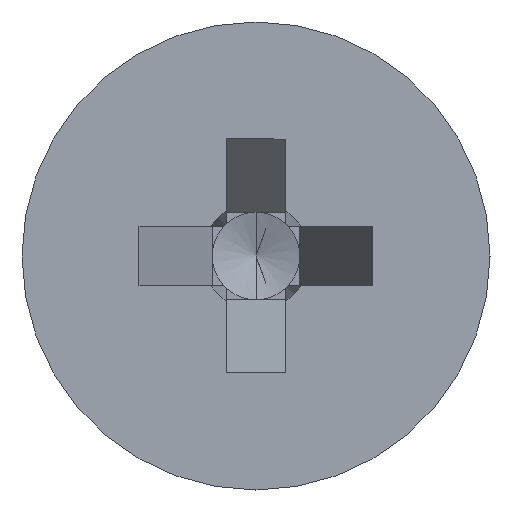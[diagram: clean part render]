
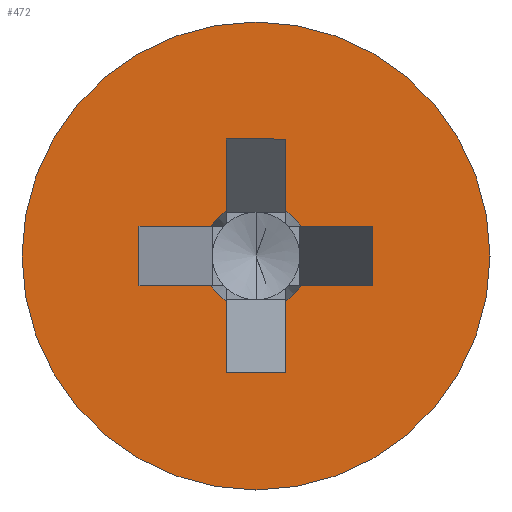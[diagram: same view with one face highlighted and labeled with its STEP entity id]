
A CAD part, left-side view. The second image highlights one B-rep face of the part: STEP entity #472.
In plain terms, the highlighted planar face has unit normal (-1, 0, 0).
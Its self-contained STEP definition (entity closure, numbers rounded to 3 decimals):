
#1 = EDGE_CURVE ( 'NONE', #395, #48, #1166, .T. ) ;
#16 = LINE ( 'NONE', #928, #605 ) ;
#23 = CARTESIAN_POINT ( 'NONE',  ( 0., 0., 0. ) ) ;
#39 = DIRECTION ( 'NONE',  ( 0., 0., -1. ) ) ;
#43 = VECTOR ( 'NONE', #717, 1000. ) ;
#48 = VERTEX_POINT ( 'NONE', #808 ) ;
#67 = ORIENTED_EDGE ( 'NONE', *, *, #486, .T. ) ;
#74 = AXIS2_PLACEMENT_3D ( 'NONE', #335, #885, #1068 ) ;
#75 = LINE ( 'NONE', #497, #851 ) ;
#79 = ORIENTED_EDGE ( 'NONE', *, *, #1064, .T. ) ;
#80 = DIRECTION ( 'NONE',  ( 0., 1., 0. ) ) ;
#96 = EDGE_LOOP ( 'NONE', ( #595, #898, #525, #382, #368, #1115, #697, #771, #558, #283, #1019, #79, #991, #297, #1181, #174 ) ) ;
#112 = DIRECTION ( 'NONE',  ( -1., 0., 0. ) ) ;
#132 = CARTESIAN_POINT ( 'NONE',  ( 0., 0.95, -0.24 ) ) ;
#149 = LINE ( 'NONE', #166, #1150 ) ;
#157 = DIRECTION ( 'NONE',  ( -1., 0., 0. ) ) ;
#159 = AXIS2_PLACEMENT_3D ( 'NONE', #813, #187, #901 ) ;
#166 = CARTESIAN_POINT ( 'NONE',  ( 0., -0.95, -0.24 ) ) ;
#174 = ORIENTED_EDGE ( 'NONE', *, *, #191, .T. ) ;
#179 = DIRECTION ( 'NONE',  ( 0., 0., 1. ) ) ;
#180 = EDGE_CURVE ( 'NONE', #594, #1102, #209, .T. ) ;
#185 = LINE ( 'NONE', #1018, #913 ) ;
#186 = VERTEX_POINT ( 'NONE', #726 ) ;
#187 = DIRECTION ( 'NONE',  ( -1., 0., 0. ) ) ;
#191 = EDGE_CURVE ( 'NONE', #1033, #568, #417, .T. ) ;
#194 = DIRECTION ( 'NONE',  ( 0., 0., 1. ) ) ;
#202 = VERTEX_POINT ( 'NONE', #1092 ) ;
#209 = CIRCLE ( 'NONE', #298, 0.439 ) ;
#225 = ORIENTED_EDGE ( 'NONE', *, *, #352, .T. ) ;
#227 = VERTEX_POINT ( 'NONE', #835 ) ;
#248 = CARTESIAN_POINT ( 'NONE',  ( 0., 0., 0. ) ) ;
#270 = CARTESIAN_POINT ( 'NONE',  ( 0., 0., 0. ) ) ;
#274 = CARTESIAN_POINT ( 'NONE',  ( 0., 0.95, 0.24 ) ) ;
#283 = ORIENTED_EDGE ( 'NONE', *, *, #434, .F. ) ;
#289 = EDGE_CURVE ( 'NONE', #186, #1033, #185, .T. ) ;
#297 = ORIENTED_EDGE ( 'NONE', *, *, #780, .F. ) ;
#298 = AXIS2_PLACEMENT_3D ( 'NONE', #270, #1003, #179 ) ;
#307 = CIRCLE ( 'NONE', #320, 0.439 ) ;
#320 = AXIS2_PLACEMENT_3D ( 'NONE', #394, #1034, #1039 ) ;
#323 = VERTEX_POINT ( 'NONE', #985 ) ;
#328 = DIRECTION ( 'NONE',  ( 0., 0., 1. ) ) ;
#331 = DIRECTION ( 'NONE',  ( 0., 0., -1. ) ) ;
#335 = CARTESIAN_POINT ( 'NONE',  ( 0., 0., 0. ) ) ;
#352 = EDGE_CURVE ( 'NONE', #1045, #481, #708, .T. ) ;
#368 = ORIENTED_EDGE ( 'NONE', *, *, #907, .T. ) ;
#382 = ORIENTED_EDGE ( 'NONE', *, *, #1, .T. ) ;
#394 = CARTESIAN_POINT ( 'NONE',  ( 0., 0., 0. ) ) ;
#395 = VERTEX_POINT ( 'NONE', #669 ) ;
#402 = CARTESIAN_POINT ( 'NONE',  ( 0., -0.24, 0.95 ) ) ;
#407 = DIRECTION ( 'NONE',  ( -1., 0., 0. ) ) ;
#417 = LINE ( 'NONE', #1097, #624 ) ;
#420 = CARTESIAN_POINT ( 'NONE',  ( 0., 0., 0. ) ) ;
#434 = EDGE_CURVE ( 'NONE', #323, #628, #307, .T. ) ;
#460 = LINE ( 'NONE', #820, #43 ) ;
#472 = ADVANCED_FACE ( 'NONE', ( #1110, #1140 ), #584, .T. ) ;
#477 = CIRCLE ( 'NONE', #1106, 1.9 ) ;
#481 = VERTEX_POINT ( 'NONE', #943 ) ;
#486 = EDGE_CURVE ( 'NONE', #481, #1045, #477, .T. ) ;
#496 = VERTEX_POINT ( 'NONE', #132 ) ;
#497 = CARTESIAN_POINT ( 'NONE',  ( 0., 0.95, -0.24 ) ) ;
#500 = EDGE_CURVE ( 'NONE', #594, #642, #593, .T. ) ;
#511 = EDGE_CURVE ( 'NONE', #568, #858, #1026, .T. ) ;
#515 = CARTESIAN_POINT ( 'NONE',  ( 0., 0.24, -0.368 ) ) ;
#525 = ORIENTED_EDGE ( 'NONE', *, *, #825, .T. ) ;
#539 = VERTEX_POINT ( 'NONE', #962 ) ;
#558 = ORIENTED_EDGE ( 'NONE', *, *, #996, .T. ) ;
#568 = VERTEX_POINT ( 'NONE', #1147 ) ;
#575 = LINE ( 'NONE', #274, #720 ) ;
#584 = PLANE ( 'NONE',  #1178 ) ;
#592 = DIRECTION ( 'NONE',  ( 0., 0., 1. ) ) ;
#593 = LINE ( 'NONE', #402, #1002 ) ;
#594 = VERTEX_POINT ( 'NONE', #616 ) ;
#595 = ORIENTED_EDGE ( 'NONE', *, *, #511, .T. ) ;
#605 = VECTOR ( 'NONE', #933, 1000. ) ;
#616 = CARTESIAN_POINT ( 'NONE',  ( 0., -0.24, -0.368 ) ) ;
#624 = VECTOR ( 'NONE', #816, 1000. ) ;
#628 = VERTEX_POINT ( 'NONE', #515 ) ;
#642 = VERTEX_POINT ( 'NONE', #987 ) ;
#669 = CARTESIAN_POINT ( 'NONE',  ( 0., -0.95, 0.24 ) ) ;
#670 = EDGE_CURVE ( 'NONE', #323, #496, #149, .T. ) ;
#674 = CARTESIAN_POINT ( 'NONE',  ( 0., 0.24, 0.95 ) ) ;
#697 = ORIENTED_EDGE ( 'NONE', *, *, #500, .T. ) ;
#708 = CIRCLE ( 'NONE', #74, 1.9 ) ;
#715 = CARTESIAN_POINT ( 'NONE',  ( 0., -0.95, -0.24 ) ) ;
#717 = DIRECTION ( 'NONE',  ( 0., -1., 0. ) ) ;
#720 = VECTOR ( 'NONE', #997, 1000. ) ;
#726 = CARTESIAN_POINT ( 'NONE',  ( 0., 0.24, 0.368 ) ) ;
#749 = VECTOR ( 'NONE', #39, 1000. ) ;
#751 = AXIS2_PLACEMENT_3D ( 'NONE', #248, #157, #592 ) ;
#763 = CIRCLE ( 'NONE', #751, 0.439 ) ;
#767 = EDGE_CURVE ( 'NONE', #202, #539, #575, .T. ) ;
#771 = ORIENTED_EDGE ( 'NONE', *, *, #974, .T. ) ;
#780 = EDGE_CURVE ( 'NONE', #186, #539, #1123, .T. ) ;
#808 = CARTESIAN_POINT ( 'NONE',  ( 0., -0.95, -0.24 ) ) ;
#811 = CARTESIAN_POINT ( 'NONE',  ( 0., -0.95, 0.24 ) ) ;
#813 = CARTESIAN_POINT ( 'NONE',  ( 0., 0., 0. ) ) ;
#816 = DIRECTION ( 'NONE',  ( 0., -1., 0. ) ) ;
#820 = CARTESIAN_POINT ( 'NONE',  ( 0., 0.95, 0.24 ) ) ;
#825 = EDGE_CURVE ( 'NONE', #1090, #395, #460, .T. ) ;
#830 = VECTOR ( 'NONE', #1167, 1000. ) ;
#835 = CARTESIAN_POINT ( 'NONE',  ( 0., 0.24, -0.95 ) ) ;
#837 = CARTESIAN_POINT ( 'NONE',  ( 0., -0.24, -0.95 ) ) ;
#846 = DIRECTION ( 'NONE',  ( 0., 1., 0. ) ) ;
#851 = VECTOR ( 'NONE', #860, 1000. ) ;
#858 = VERTEX_POINT ( 'NONE', #1174 ) ;
#860 = DIRECTION ( 'NONE',  ( 0., 0., 1. ) ) ;
#885 = DIRECTION ( 'NONE',  ( -1., 0., 0. ) ) ;
#898 = ORIENTED_EDGE ( 'NONE', *, *, #1173, .F. ) ;
#901 = DIRECTION ( 'NONE',  ( 0., 0., 1. ) ) ;
#907 = EDGE_CURVE ( 'NONE', #48, #1102, #1065, .T. ) ;
#913 = VECTOR ( 'NONE', #194, 1000. ) ;
#928 = CARTESIAN_POINT ( 'NONE',  ( 0., 0.24, -0.95 ) ) ;
#933 = DIRECTION ( 'NONE',  ( 0., 0., 1. ) ) ;
#943 = CARTESIAN_POINT ( 'NONE',  ( 0., 0., 1.9 ) ) ;
#952 = DIRECTION ( 'NONE',  ( 0., 0., 1. ) ) ;
#962 = CARTESIAN_POINT ( 'NONE',  ( 0., 0.368, 0.24 ) ) ;
#974 = EDGE_CURVE ( 'NONE', #642, #227, #1149, .T. ) ;
#985 = CARTESIAN_POINT ( 'NONE',  ( 0., 0.368, -0.24 ) ) ;
#987 = CARTESIAN_POINT ( 'NONE',  ( 0., -0.24, -0.95 ) ) ;
#991 = ORIENTED_EDGE ( 'NONE', *, *, #767, .T. ) ;
#994 = DIRECTION ( 'NONE',  ( 0., 1., 0. ) ) ;
#996 = EDGE_CURVE ( 'NONE', #227, #628, #16, .T. ) ;
#997 = DIRECTION ( 'NONE',  ( 0., -1., 0. ) ) ;
#1000 = VECTOR ( 'NONE', #80, 1000. ) ;
#1002 = VECTOR ( 'NONE', #331, 1000. ) ;
#1003 = DIRECTION ( 'NONE',  ( -1., 0., 0. ) ) ;
#1013 = VECTOR ( 'NONE', #846, 1000. ) ;
#1018 = CARTESIAN_POINT ( 'NONE',  ( 0., 0.24, -0.95 ) ) ;
#1019 = ORIENTED_EDGE ( 'NONE', *, *, #670, .T. ) ;
#1026 = LINE ( 'NONE', #1139, #749 ) ;
#1029 = EDGE_LOOP ( 'NONE', ( #67, #225 ) ) ;
#1033 = VERTEX_POINT ( 'NONE', #674 ) ;
#1034 = DIRECTION ( 'NONE',  ( -1., 0., 0. ) ) ;
#1039 = DIRECTION ( 'NONE',  ( 0., 0., 1. ) ) ;
#1045 = VERTEX_POINT ( 'NONE', #1048 ) ;
#1048 = CARTESIAN_POINT ( 'NONE',  ( 0., 0., -1.9 ) ) ;
#1064 = EDGE_CURVE ( 'NONE', #496, #202, #75, .T. ) ;
#1065 = LINE ( 'NONE', #715, #1000 ) ;
#1068 = DIRECTION ( 'NONE',  ( 0., 0., 1. ) ) ;
#1090 = VERTEX_POINT ( 'NONE', #1137 ) ;
#1092 = CARTESIAN_POINT ( 'NONE',  ( 0., 0.95, 0.24 ) ) ;
#1097 = CARTESIAN_POINT ( 'NONE',  ( 0., 0.24, 0.95 ) ) ;
#1102 = VERTEX_POINT ( 'NONE', #1134 ) ;
#1106 = AXIS2_PLACEMENT_3D ( 'NONE', #420, #407, #328 ) ;
#1110 = FACE_OUTER_BOUND ( 'NONE', #1029, .T. ) ;
#1115 = ORIENTED_EDGE ( 'NONE', *, *, #180, .F. ) ;
#1123 = CIRCLE ( 'NONE', #159, 0.439 ) ;
#1134 = CARTESIAN_POINT ( 'NONE',  ( 0., -0.368, -0.24 ) ) ;
#1137 = CARTESIAN_POINT ( 'NONE',  ( 0., -0.368, 0.24 ) ) ;
#1139 = CARTESIAN_POINT ( 'NONE',  ( 0., -0.24, 0.95 ) ) ;
#1140 = FACE_BOUND ( 'NONE', #96, .T. ) ;
#1147 = CARTESIAN_POINT ( 'NONE',  ( 0., -0.24, 0.95 ) ) ;
#1149 = LINE ( 'NONE', #837, #1013 ) ;
#1150 = VECTOR ( 'NONE', #994, 1000. ) ;
#1166 = LINE ( 'NONE', #811, #830 ) ;
#1167 = DIRECTION ( 'NONE',  ( 0., 0., -1. ) ) ;
#1173 = EDGE_CURVE ( 'NONE', #1090, #858, #763, .T. ) ;
#1174 = CARTESIAN_POINT ( 'NONE',  ( 0., -0.24, 0.368 ) ) ;
#1178 = AXIS2_PLACEMENT_3D ( 'NONE', #23, #112, #952 ) ;
#1181 = ORIENTED_EDGE ( 'NONE', *, *, #289, .T. ) ;
